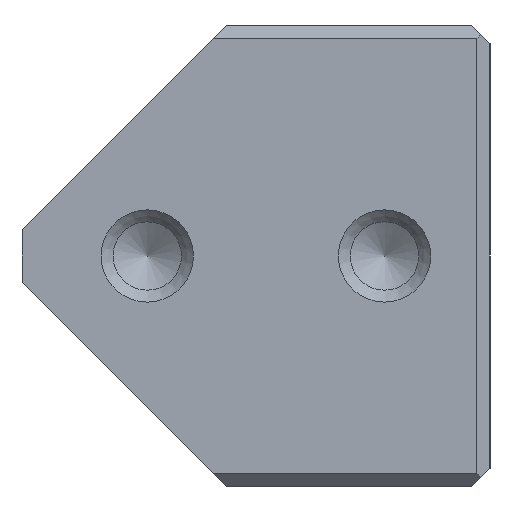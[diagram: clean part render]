
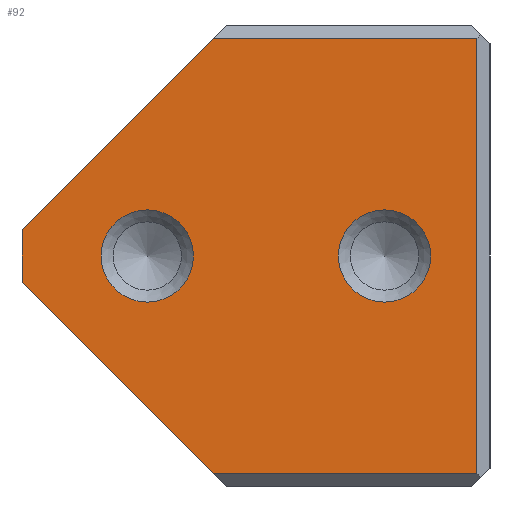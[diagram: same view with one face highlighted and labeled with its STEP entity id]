
A CAD part, left-side view. The second image highlights one B-rep face of the part: STEP entity #92.
In plain terms, the highlighted planar face has unit normal (-1, 0, 0).
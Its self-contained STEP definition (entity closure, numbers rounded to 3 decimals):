
#92=ADVANCED_FACE('',(#268,#269,#270),#155,.T.);
#155=PLANE('',#940);
#184=LINE('',#1361,#226);
#185=LINE('',#1364,#227);
#186=LINE('',#1366,#228);
#187=LINE('',#1368,#229);
#188=LINE('',#1370,#230);
#189=LINE('',#1372,#231);
#226=VECTOR('',#1078,1.);
#227=VECTOR('',#1079,1.);
#228=VECTOR('',#1080,1.);
#229=VECTOR('',#1081,1.);
#230=VECTOR('',#1082,1.);
#231=VECTOR('',#1083,1.);
#268=FACE_BOUND('',#385,.T.);
#269=FACE_BOUND('',#386,.T.);
#270=FACE_BOUND('',#387,.T.);
#385=EDGE_LOOP('',(#515));
#386=EDGE_LOOP('',(#516));
#387=EDGE_LOOP('',(#517,#518,#519,#520,#521,#522));
#515=ORIENTED_EDGE('',*,*,#793,.T.);
#516=ORIENTED_EDGE('',*,*,#794,.T.);
#517=ORIENTED_EDGE('',*,*,#795,.T.);
#518=ORIENTED_EDGE('',*,*,#796,.T.);
#519=ORIENTED_EDGE('',*,*,#797,.T.);
#520=ORIENTED_EDGE('',*,*,#798,.F.);
#521=ORIENTED_EDGE('',*,*,#799,.T.);
#522=ORIENTED_EDGE('',*,*,#800,.T.);
#707=VERTEX_POINT('',#1358);
#708=VERTEX_POINT('',#1360);
#709=VERTEX_POINT('',#1362);
#710=VERTEX_POINT('',#1363);
#711=VERTEX_POINT('',#1365);
#712=VERTEX_POINT('',#1367);
#713=VERTEX_POINT('',#1369);
#714=VERTEX_POINT('',#1371);
#793=EDGE_CURVE('',#707,#707,#881,.T.);
#794=EDGE_CURVE('',#708,#708,#882,.T.);
#795=EDGE_CURVE('',#709,#710,#184,.T.);
#796=EDGE_CURVE('',#710,#711,#185,.T.);
#797=EDGE_CURVE('',#711,#712,#186,.T.);
#798=EDGE_CURVE('',#713,#712,#187,.T.);
#799=EDGE_CURVE('',#713,#714,#188,.T.);
#800=EDGE_CURVE('',#714,#709,#189,.T.);
#881=CIRCLE('',#938,3.5);
#882=CIRCLE('',#939,3.5);
#938=AXIS2_PLACEMENT_3D('',#1357,#1074,#1075);
#939=AXIS2_PLACEMENT_3D('',#1359,#1076,#1077);
#940=AXIS2_PLACEMENT_3D('',#1373,#1084,#1085);
#1074=DIRECTION('',(1.,0.,0.));
#1075=DIRECTION('',(0.,0.,-1.));
#1076=DIRECTION('',(1.,0.,0.));
#1077=DIRECTION('',(0.,0.,-1.));
#1078=DIRECTION('',(0.,0.,1.));
#1079=DIRECTION('',(0.,1.,0.));
#1080=DIRECTION('',(0.,0.707,-0.707));
#1081=DIRECTION('',(0.,0.,1.));
#1082=DIRECTION('',(0.,-0.707,-0.707));
#1083=DIRECTION('',(0.,-1.,0.));
#1084=DIRECTION('',(-1.,0.,0.));
#1085=DIRECTION('',(0.,0.,1.));
#1357=CARTESIAN_POINT('',(0.,26.,17.5));
#1358=CARTESIAN_POINT('',(0.,26.,14.));
#1359=CARTESIAN_POINT('',(0.,8.,17.5));
#1360=CARTESIAN_POINT('',(0.,8.,14.));
#1361=CARTESIAN_POINT('',(0.,1.,0.));
#1362=CARTESIAN_POINT('',(0.,1.,1.));
#1363=CARTESIAN_POINT('',(0.,1.,34.));
#1364=CARTESIAN_POINT('',(0.,17.75,34.));
#1365=CARTESIAN_POINT('',(0.,21.002,34.));
#1366=CARTESIAN_POINT('',(0.,36.376,18.626));
#1367=CARTESIAN_POINT('',(0.,35.5,19.502));
#1368=CARTESIAN_POINT('',(0.,35.5,0.));
#1369=CARTESIAN_POINT('',(0.,35.5,15.498));
#1370=CARTESIAN_POINT('',(0.,18.876,-1.126));
#1371=CARTESIAN_POINT('',(0.,21.002,1.));
#1372=CARTESIAN_POINT('',(0.,17.75,1.));
#1373=CARTESIAN_POINT('',(0.,17.75,0.));
